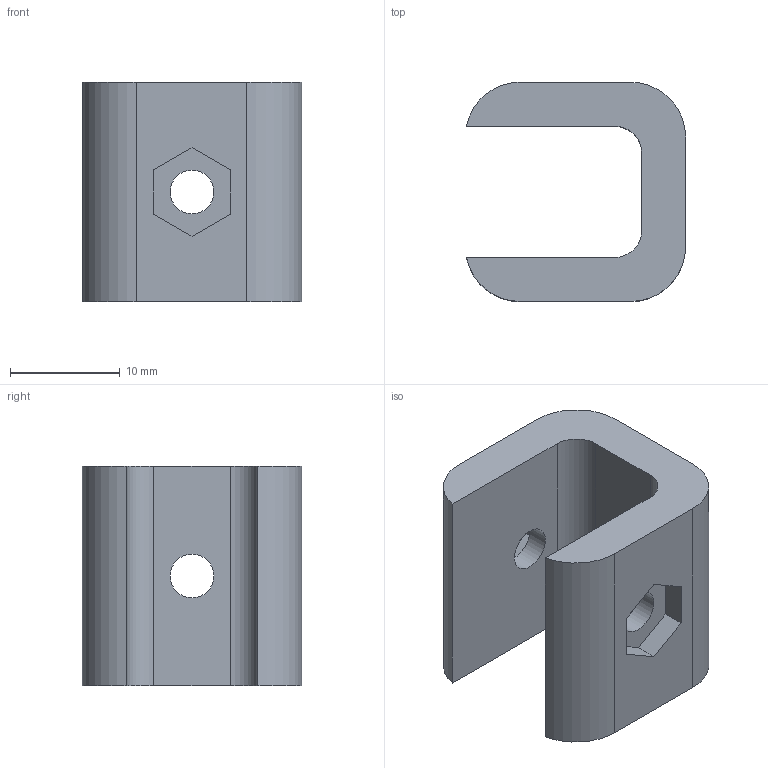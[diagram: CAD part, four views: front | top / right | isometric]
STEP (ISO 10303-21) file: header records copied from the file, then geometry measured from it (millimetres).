
FILE_DESCRIPTION(/* description */ (''),/* implementation_level */ '2;1');
FILE_NAME(/* name */ 'Add on''s.step',/* time_stamp */ '2025-05-14T12:20:58+02:00',/* author */ (''),/* organization */ (''),/* preprocessor_version */ 'ST-DEVELOPER v20.1',/* originating_system */ 'Autodesk Translation Framework v14.4.0.0',/* authorisation */ '');
FILE_SCHEMA (('AUTOMOTIVE_DESIGN { 1 0 10303 214 3 1 1 }'));
Length unit declared in the file: millimetre
Products named in the file (2): Skinne legend boi; Component18
Assembly tree (1 placements, depth 2):
  Skinne legend boi
    Component18
Bounding box: 20 x 20 x 20 mm (x, y, z)
Volume: 3471.9 mm3; surface area: 2554.9 mm2
Topology: 1 solids, 1 shells, 38 faces, 101 edges, 68 vertices
Faces by surface type: plane 29, cylinder 9
Full cylindrical faces by diameter (mm): 4 x3
Entity records: 1244 total; most frequent: CARTESIAN_POINT 210, ORIENTED_EDGE 202, DIRECTION 201, EDGE_CURVE 101, LINE 83, VECTOR 83, VERTEX_POINT 68, AXIS2_PLACEMENT_3D 59
